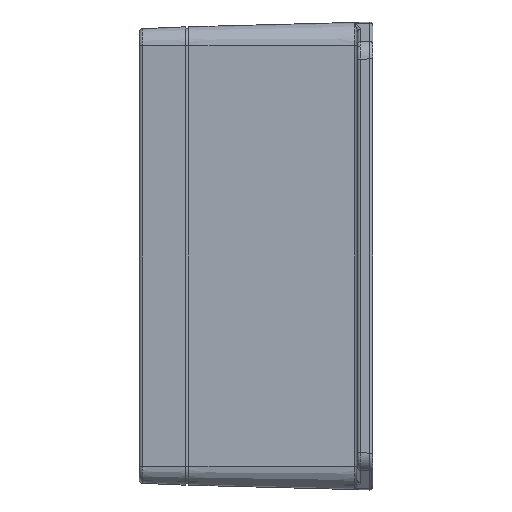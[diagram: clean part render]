
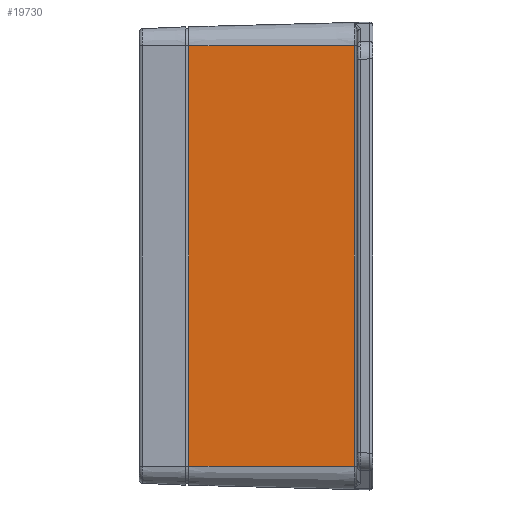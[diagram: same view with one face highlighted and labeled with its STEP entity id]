
A CAD part, left-side view. The second image highlights one B-rep face of the part: STEP entity #19730.
In plain terms, the highlighted face is planar.
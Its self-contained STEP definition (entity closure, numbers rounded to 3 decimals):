
#1593=PLANE('',#21962);
#2371=FACE_OUTER_BOUND('',#3661,.T.);
#3661=EDGE_LOOP('',(#15278,#15279,#15280,#15281));
#5063=LINE('',#35121,#6044);
#5068=LINE('',#35141,#6049);
#5069=LINE('',#35145,#6050);
#5070=LINE('',#35146,#6051);
#6044=VECTOR('',#26294,1000.);
#6049=VECTOR('',#26317,1000.);
#6050=VECTOR('',#26324,1000.);
#6051=VECTOR('',#26325,1000.);
#9048=VERTEX_POINT('',#35118);
#9049=VERTEX_POINT('',#35120);
#9054=VERTEX_POINT('',#35139);
#9055=VERTEX_POINT('',#35140);
#11348=EDGE_CURVE('',#9048,#9049,#5063,.T.);
#11358=EDGE_CURVE('',#9054,#9055,#5068,.T.);
#11361=EDGE_CURVE('',#9048,#9054,#5069,.T.);
#11362=EDGE_CURVE('',#9049,#9055,#5070,.T.);
#15278=ORIENTED_EDGE('',*,*,#11348,.F.);
#15279=ORIENTED_EDGE('',*,*,#11361,.T.);
#15280=ORIENTED_EDGE('',*,*,#11358,.T.);
#15281=ORIENTED_EDGE('',*,*,#11362,.F.);
#19730=ADVANCED_FACE('',(#2371),#1593,.T.);
#21962=AXIS2_PLACEMENT_3D('',#35144,#26322,#26323);
#26294=DIRECTION('',(-0.026,0.,-1.));
#26317=DIRECTION('',(-0.026,0.,-1.));
#26322=DIRECTION('center_axis',(1.,0.,-0.026));
#26323=DIRECTION('ref_axis',(-0.026,0.,-1.));
#26324=DIRECTION('',(0.,-1.,0.));
#26325=DIRECTION('',(0.,-1.,0.));
#35118=CARTESIAN_POINT('',(94.915,67.5,54.026));
#35120=CARTESIAN_POINT('',(93.526,67.5,1.));
#35121=CARTESIAN_POINT('',(93.5,67.5,0.));
#35139=CARTESIAN_POINT('',(94.915,-67.5,54.026));
#35140=CARTESIAN_POINT('',(93.526,-67.5,1.));
#35141=CARTESIAN_POINT('',(93.5,-67.5,0.));
#35144=CARTESIAN_POINT('Origin',(93.5,-67.5,0.));
#35145=CARTESIAN_POINT('',(94.915,-67.5,54.026));
#35146=CARTESIAN_POINT('',(93.526,-67.5,1.));
